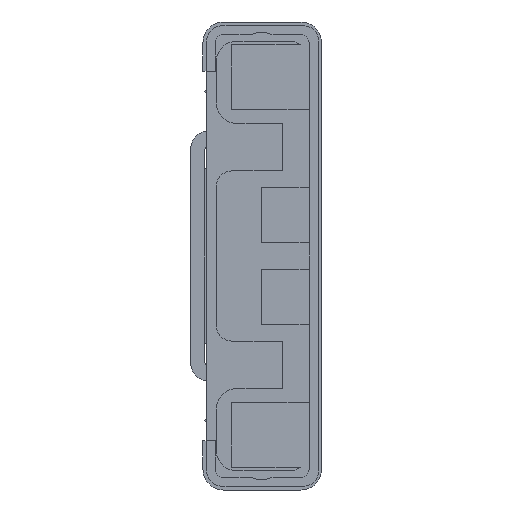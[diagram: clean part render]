
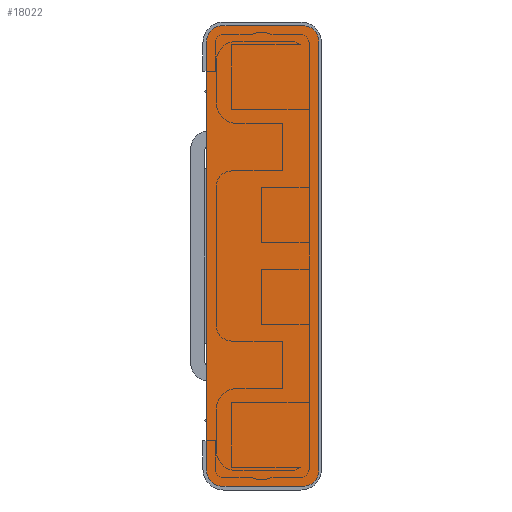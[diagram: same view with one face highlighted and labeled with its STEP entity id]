
A CAD part, front view. The second image highlights one B-rep face of the part: STEP entity #18022.
In plain terms, the highlighted planar face has unit normal (0, -1, 0).
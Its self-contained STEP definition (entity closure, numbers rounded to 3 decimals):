
#15970=CARTESIAN_POINT('',(20.825,0.,3.95));
#15971=DIRECTION('',(0.,-1.,0.));
#15972=DIRECTION('',(1.,0.,0.));
#15973=AXIS2_PLACEMENT_3D('',#15970,#15971,#15972);
#15975=DIRECTION('',(0.,0.,-1.));
#15976=VECTOR('',#15975,7.9);
#15977=CARTESIAN_POINT('',(22.325,0.,3.95));
#15978=LINE('',#15977,#15976);
#15979=CARTESIAN_POINT('',(20.825,0.,-3.95));
#15980=DIRECTION('',(0.,-1.,0.));
#15981=DIRECTION('',(0.,0.,-1.));
#15982=AXIS2_PLACEMENT_3D('',#15979,#15980,#15981);
#15984=DIRECTION('',(-1.,0.,0.));
#15985=VECTOR('',#15984,41.65);
#15986=CARTESIAN_POINT('',(20.825,0.,-5.45));
#15987=LINE('',#15986,#15985);
#15988=CARTESIAN_POINT('',(-20.825,0.,-3.95));
#15989=DIRECTION('',(0.,-1.,0.));
#15990=DIRECTION('',(-1.,0.,0.));
#15991=AXIS2_PLACEMENT_3D('',#15988,#15989,#15990);
#15993=DIRECTION('',(0.,0.,1.));
#15994=VECTOR('',#15993,7.9);
#15995=CARTESIAN_POINT('',(-22.325,0.,-3.95));
#15996=LINE('',#15995,#15994);
#15997=CARTESIAN_POINT('',(-20.825,0.,3.95));
#15998=DIRECTION('',(0.,-1.,0.));
#15999=DIRECTION('',(0.,0.,1.));
#16000=AXIS2_PLACEMENT_3D('',#15997,#15998,#15999);
#16002=DIRECTION('',(1.,0.,0.));
#16003=VECTOR('',#16002,41.65);
#16004=CARTESIAN_POINT('',(-20.825,0.,5.45));
#16005=LINE('',#16004,#16003);
#17853=CARTESIAN_POINT('',(22.325,0.,3.95));
#17854=CARTESIAN_POINT('',(20.825,0.,5.45));
#17855=VERTEX_POINT('',#17853);
#17856=VERTEX_POINT('',#17854);
#17861=CARTESIAN_POINT('',(20.825,0.,-5.45));
#17862=CARTESIAN_POINT('',(22.325,0.,-3.95));
#17863=VERTEX_POINT('',#17861);
#17864=VERTEX_POINT('',#17862);
#17869=CARTESIAN_POINT('',(-20.825,0.,5.45));
#17870=CARTESIAN_POINT('',(-22.325,0.,3.95));
#17871=VERTEX_POINT('',#17869);
#17872=VERTEX_POINT('',#17870);
#17877=CARTESIAN_POINT('',(-22.325,0.,-3.95));
#17878=CARTESIAN_POINT('',(-20.825,0.,-5.45));
#17879=VERTEX_POINT('',#17877);
#17880=VERTEX_POINT('',#17878);
#17999=CARTESIAN_POINT('',(0.,0.,0.));
#18000=DIRECTION('',(0.,1.,0.));
#18001=DIRECTION('',(1.,0.,0.));
#18002=AXIS2_PLACEMENT_3D('',#17999,#18000,#18001);
#18003=PLANE('',#18002);
#18005=ORIENTED_EDGE('',*,*,#18004,.F.);
#18007=ORIENTED_EDGE('',*,*,#18006,.T.);
#18009=ORIENTED_EDGE('',*,*,#18008,.F.);
#18011=ORIENTED_EDGE('',*,*,#18010,.T.);
#18013=ORIENTED_EDGE('',*,*,#18012,.F.);
#18015=ORIENTED_EDGE('',*,*,#18014,.T.);
#18017=ORIENTED_EDGE('',*,*,#18016,.F.);
#18019=ORIENTED_EDGE('',*,*,#18018,.T.);
#18020=EDGE_LOOP('',(#18005,#18007,#18009,#18011,#18013,#18015,#18017,#18019));
#18021=FACE_OUTER_BOUND('',#18020,.F.);
#18022=ADVANCED_FACE('',(#18021),#18003,.F.);
#15974=CIRCLE('',#15973,1.5);
#15983=CIRCLE('',#15982,1.5);
#15992=CIRCLE('',#15991,1.5);
#16001=CIRCLE('',#16000,1.5);
#18004=EDGE_CURVE('',#17855,#17856,#15974,.T.);
#18006=EDGE_CURVE('',#17855,#17864,#15978,.T.);
#18008=EDGE_CURVE('',#17863,#17864,#15983,.T.);
#18010=EDGE_CURVE('',#17863,#17880,#15987,.T.);
#18012=EDGE_CURVE('',#17879,#17880,#15992,.T.);
#18014=EDGE_CURVE('',#17879,#17872,#15996,.T.);
#18016=EDGE_CURVE('',#17871,#17872,#16001,.T.);
#18018=EDGE_CURVE('',#17871,#17856,#16005,.T.);
